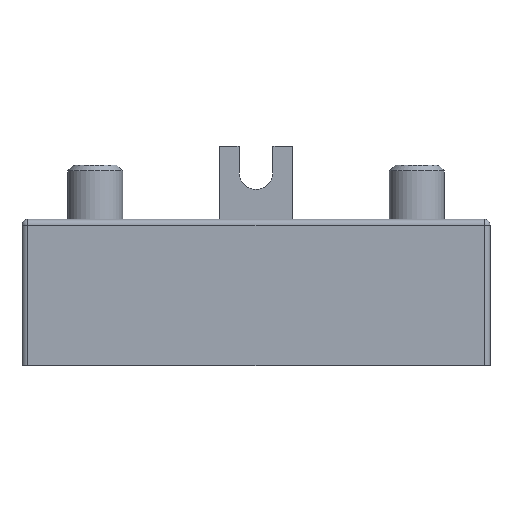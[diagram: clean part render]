
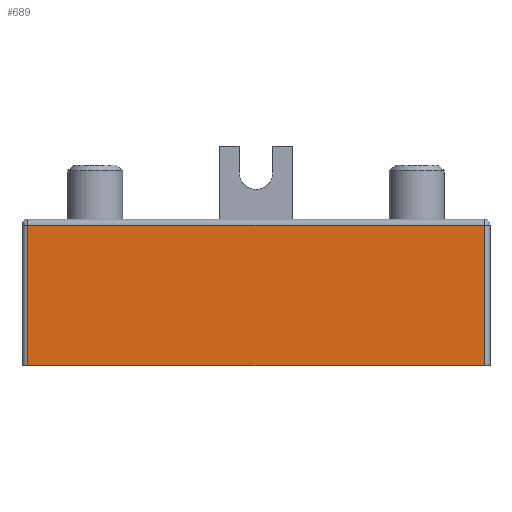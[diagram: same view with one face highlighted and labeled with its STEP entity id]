
A CAD part, top view. The second image highlights one B-rep face of the part: STEP entity #689.
In plain terms, the highlighted planar face has unit normal (0, 0, 1).
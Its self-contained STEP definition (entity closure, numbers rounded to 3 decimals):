
#15=DIRECTION('',(1.,0.,0.));
#16=VECTOR('',#15,79.28);
#17=CARTESIAN_POINT('',(-39.64,0.,9.525));
#18=LINE('',#17,#16);
#142=DIRECTION('',(0.,-1.,0.));
#143=VECTOR('',#142,24.4);
#144=CARTESIAN_POINT('',(-39.64,24.4,9.525));
#145=LINE('',#144,#143);
#146=DIRECTION('',(1.,0.,0.));
#147=VECTOR('',#146,79.28);
#148=CARTESIAN_POINT('',(-39.64,24.4,9.525));
#149=LINE('',#148,#147);
#150=DIRECTION('',(0.,-1.,0.));
#151=VECTOR('',#150,24.4);
#152=CARTESIAN_POINT('',(39.64,24.4,9.525));
#153=LINE('',#152,#151);
#419=CARTESIAN_POINT('',(-39.64,0.,9.525));
#421=VERTEX_POINT('',#419);
#423=CARTESIAN_POINT('',(-39.64,24.4,9.525));
#424=VERTEX_POINT('',#423);
#425=CARTESIAN_POINT('',(39.64,24.4,9.525));
#426=VERTEX_POINT('',#425);
#446=CARTESIAN_POINT('',(39.64,0.,9.525));
#448=VERTEX_POINT('',#446);
#676=CARTESIAN_POINT('',(-40.64,0.,9.525));
#677=DIRECTION('',(0.,0.,1.));
#678=DIRECTION('',(1.,0.,0.));
#679=AXIS2_PLACEMENT_3D('',#676,#677,#678);
#680=PLANE('',#679);
#682=ORIENTED_EDGE('',*,*,#681,.F.);
#684=ORIENTED_EDGE('',*,*,#683,.T.);
#685=ORIENTED_EDGE('',*,*,#668,.T.);
#686=ORIENTED_EDGE('',*,*,#476,.F.);
#687=EDGE_LOOP('',(#682,#684,#685,#686));
#688=FACE_OUTER_BOUND('',#687,.F.);
#476=EDGE_CURVE('',#421,#448,#18,.T.);
#668=EDGE_CURVE('',#426,#448,#153,.T.);
#681=EDGE_CURVE('',#424,#421,#145,.T.);
#683=EDGE_CURVE('',#424,#426,#149,.T.);
#689=ADVANCED_FACE('',(#688),#680,.T.);
